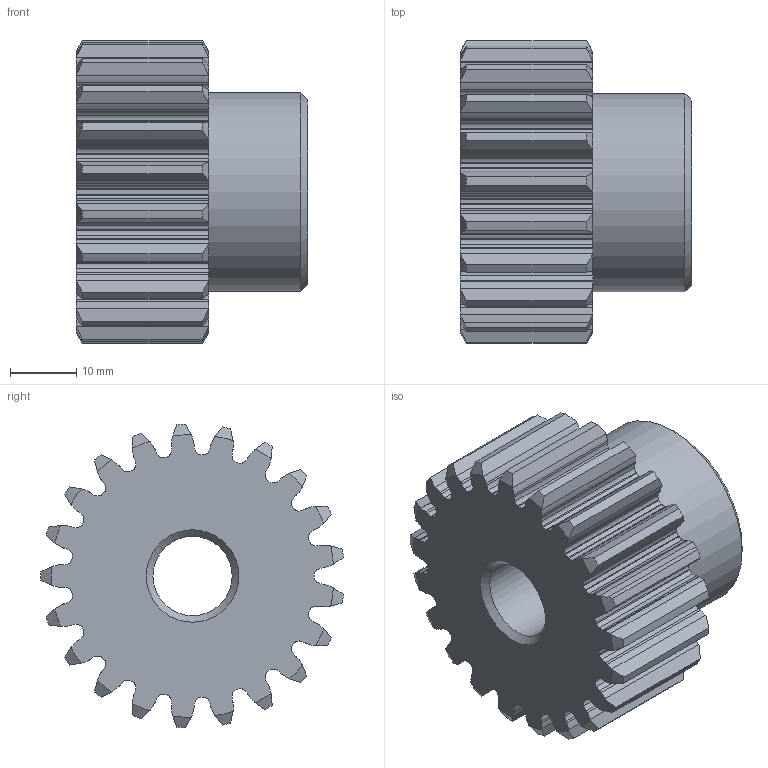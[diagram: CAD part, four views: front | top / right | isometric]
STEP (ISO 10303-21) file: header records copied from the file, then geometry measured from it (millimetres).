
FILE_DESCRIPTION(/* description */ ('Alibre Inc.'),/* implementation_level */ '2;1');
FILE_NAME(/* name */ 'export-CC68F383-FBCE-422D-837C-A3F45881AE47',/* time_stamp */ '2024-07-02T15:24:57+02:00',/* author */ (''),/* organization */ (''),/* preprocessor_version */ 'ST-DEVELOPER v17',/* originating_system */ 'Alibre',/* authorisation */ '');
FILE_SCHEMA (('AUTOMOTIVE_DESIGN'));
Length unit declared in the file: millimetre
Products named in the file (1): 401020021
Bounding box: 35 x 45.83 x 45.95 mm (x, y, z)
Volume: 33577.2 mm3; surface area: 10217.1 mm2
Topology: 1 solids, 1 shells, 356 faces, 1060 edges, 707 vertices
Faces by surface type: cylinder 308, cone 45, plane 3
Full cylindrical faces by diameter (mm): 12 x1, 30 x1
Entity records: 12317 total; most frequent: CARTESIAN_POINT 2347, DIRECTION 2294, ORIENTED_EDGE 2120, EDGE_CURVE 1060, AXIS2_PLACEMENT_3D 993, VERTEX_POINT 707, CIRCLE 637, EDGE_LOOP 359
